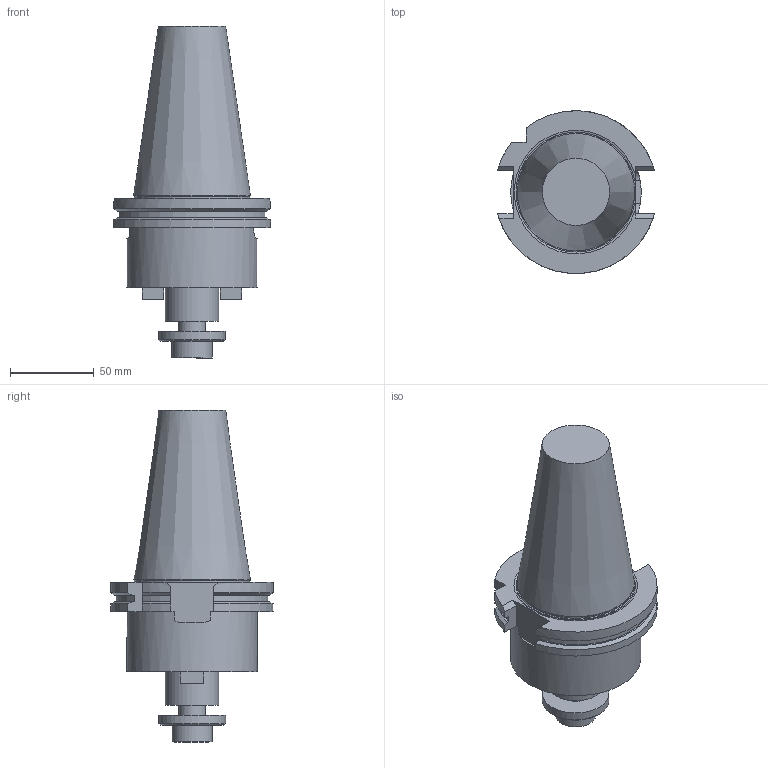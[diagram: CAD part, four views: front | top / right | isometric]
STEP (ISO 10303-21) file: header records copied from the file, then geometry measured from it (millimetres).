
FILE_DESCRIPTION(/* description */ ('3-D model version:1'),/* implementation_level */ '2;1');
FILE_NAME(/* name */ '392.54005C5032055',/* time_stamp */ '2016-12-02T14:14:28',/* author */ ('InteractiveCad'),/* organization */ ('AB Sandvik Coromant'),/* preprocessor_version */ 'ST-DEVELOPER v15',/* originating_system */ 'SIEMENS PLM Software NX 8.5',/* authorization */ '');
FILE_SCHEMA(('AUTOMOTIVE_DESIGN'));
Length unit declared in the file: millimetre
Products named in the file (1): 392_54005C5032055_SIM
Bounding box: 93.97 x 97.28 x 198.6 mm (x, y, z)
Volume: 571844.3 mm3; surface area: 51883.3 mm2
Topology: 1 solids, 1 shells, 70 faces, 181 edges, 120 vertices
Faces by surface type: plane 40, cylinder 19, cone 10, torus 1
Full cylindrical faces by diameter (mm): 16 x1, 24 x1, 31.992 x1, 40 x1, 69.25 x1, 78 x1
Entity records: 2183 total; most frequent: CARTESIAN_POINT 417, DIRECTION 351, ORIENTED_EDGE 336, EDGE_CURVE 168, AXIS2_PLACEMENT_3D 127, VERTEX_POINT 117, LINE 97, VECTOR 97
